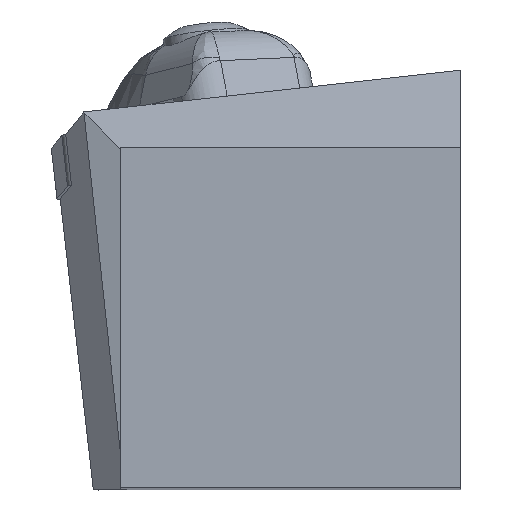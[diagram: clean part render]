
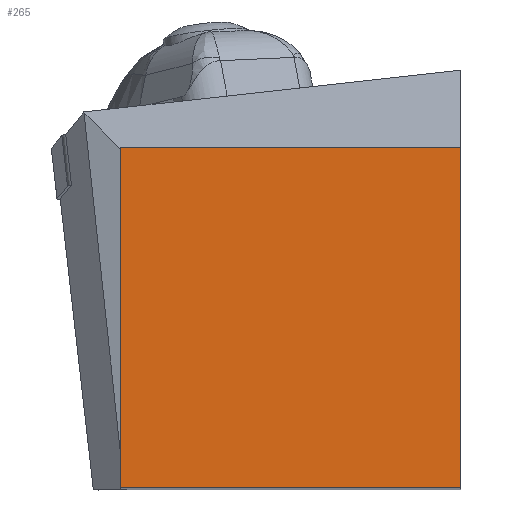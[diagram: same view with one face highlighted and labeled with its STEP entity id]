
A CAD part, top view. The second image highlights one B-rep face of the part: STEP entity #265.
In plain terms, the highlighted planar face has unit normal (0, 0, 1).
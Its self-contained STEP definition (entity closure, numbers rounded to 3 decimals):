
#265=ADVANCED_FACE('',(#387),#345,.T.);
#345=PLANE('',#1599);
#387=FACE_OUTER_BOUND('',#458,.T.);
#458=EDGE_LOOP('',(#548,#549,#550,#551));
#548=ORIENTED_EDGE('',*,*,#1111,.F.);
#549=ORIENTED_EDGE('',*,*,#1112,.T.);
#550=ORIENTED_EDGE('',*,*,#1113,.T.);
#551=ORIENTED_EDGE('',*,*,#1114,.F.);
#970=VERTEX_POINT('',#2096);
#971=VERTEX_POINT('',#2097);
#972=VERTEX_POINT('',#2099);
#973=VERTEX_POINT('',#2101);
#1111=EDGE_CURVE('',#970,#971,#1322,.T.);
#1112=EDGE_CURVE('',#970,#972,#1323,.T.);
#1113=EDGE_CURVE('',#972,#973,#1324,.T.);
#1114=EDGE_CURVE('',#971,#973,#1325,.T.);
#1322=LINE('',#2095,#1430);
#1323=LINE('',#2098,#1431);
#1324=LINE('',#2100,#1432);
#1325=LINE('',#2102,#1433);
#1430=VECTOR('',#1731,1.);
#1431=VECTOR('',#1732,1.);
#1432=VECTOR('',#1733,1.);
#1433=VECTOR('',#1734,1.);
#1599=AXIS2_PLACEMENT_3D('',#2103,#1735,#1736);
#1731=DIRECTION('',(1.,0.,0.));
#1732=DIRECTION('',(0.,-1.,0.));
#1733=DIRECTION('',(1.,0.,0.));
#1734=DIRECTION('',(0.,-1.,0.));
#1735=DIRECTION('',(0.,0.,1.));
#1736=DIRECTION('',(0.,1.,0.));
#2095=CARTESIAN_POINT('',(-34.175,0.,109.4));
#2096=CARTESIAN_POINT('',(-15.825,0.,109.4));
#2097=CARTESIAN_POINT('',(15.825,0.,109.4));
#2098=CARTESIAN_POINT('',(-15.825,18.35,109.4));
#2099=CARTESIAN_POINT('',(-15.825,-31.65,109.4));
#2100=CARTESIAN_POINT('',(-34.175,-31.65,109.4));
#2101=CARTESIAN_POINT('',(15.825,-31.65,109.4));
#2102=CARTESIAN_POINT('',(15.825,0.,109.4));
#2103=CARTESIAN_POINT('',(-34.175,0.,109.4));
